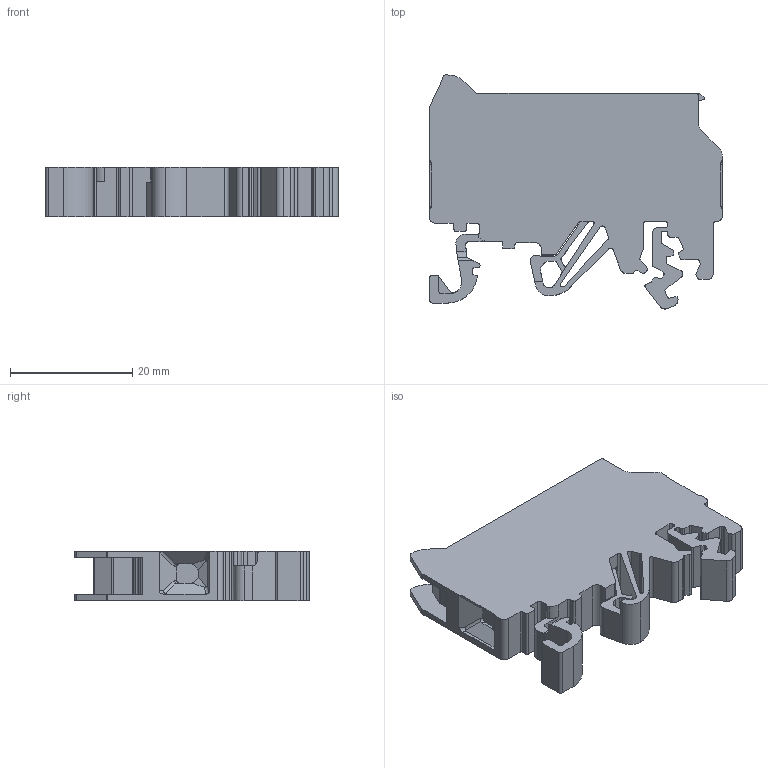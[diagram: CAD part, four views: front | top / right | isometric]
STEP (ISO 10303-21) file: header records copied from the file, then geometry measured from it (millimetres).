
FILE_DESCRIPTION(/* description */ (''),/* implementation_level */ '2;1');
FILE_NAME(/* name */ 'stk2.stp',/* time_stamp */ '2011-02-16T09:15:49+01:00',/* author */ (''),/* organization */ (''),/* preprocessor_version */ 'ST-DEVELOPER v11',/* originating_system */ 'SIEMENS UGS NX 6.0',/* authorisation */ '');
FILE_SCHEMA (('CONFIG_CONTROL_DESIGN'));
Length unit declared in the file: millimetre
Products named in the file (1): stk2_gehaeuse_info
Bounding box: 48 x 38.35 x 8.1 mm (x, y, z)
Volume: 9611.8 mm3; surface area: 5457.8 mm2
Topology: 1 solids, 1 shells, 289 faces, 864 edges, 576 vertices
Faces by surface type: plane 152, cylinder 135, cone 2
Full cylindrical faces by diameter (mm): 4.2 x2
Entity records: 9898 total; most frequent: CARTESIAN_POINT 1754, DIRECTION 1723, ORIENTED_EDGE 1716, EDGE_CURVE 858, AXIS2_PLACEMENT_3D 578, VERTEX_POINT 576, LINE 567, VECTOR 567
